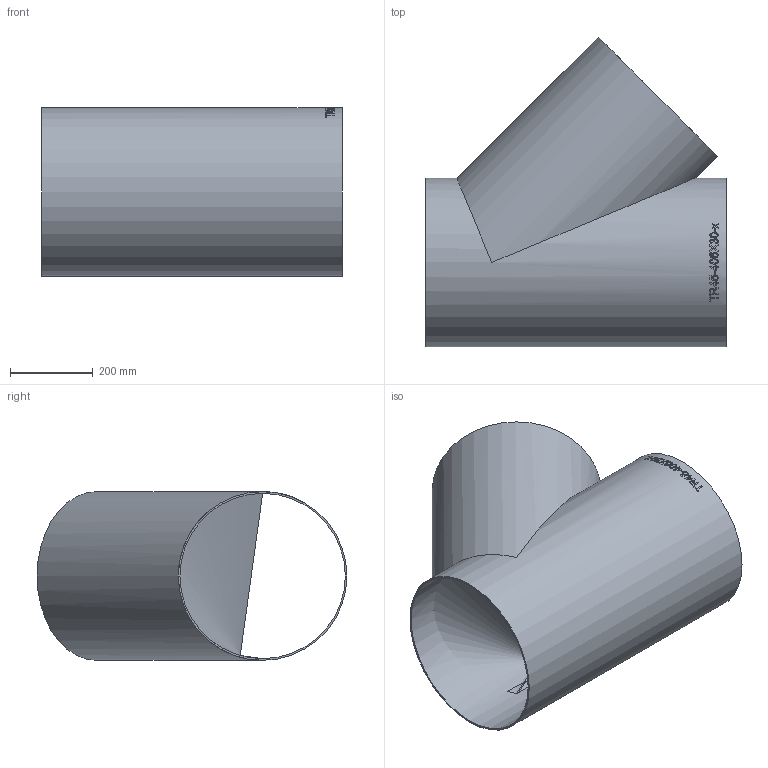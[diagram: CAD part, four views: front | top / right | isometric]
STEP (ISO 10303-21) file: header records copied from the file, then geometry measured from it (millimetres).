
FILE_DESCRIPTION (( 'STEP AP214' ), '1' );
FILE_NAME ('TR45-406X30-x T-Stück 45°geschweisst Ø406,4 L725 1911.STEP', '2019-11-13T08:53:01', ( '' ), ( '' ), 'SwSTEP 2.0', 'SolidWorks 2016', '' );
FILE_SCHEMA (( 'AUTOMOTIVE_DESIGN' ));
Length unit declared in the file: millimetre
Products named in the file (1): TR45-406X30-x T-Stück 45°geschweisst Ø406,4 L725  1911
Bounding box: 725 x 746.8 x 406.4 mm (x, y, z)
Volume: 4691278.8 mm3; surface area: 2362097.7 mm2
Topology: 1 solids, 1 shells, 189 faces, 510 edges, 340 vertices
Faces by surface type: bspline 103, plane 63, cylinder 23
Full cylindrical faces by diameter (mm): 398.4 x2, 406.4 x2
Entity records: 31169 total; most frequent: CARTESIAN_POINT 25376, ORIENTED_EDGE 998, EDGE_CURVE 499, DIRECTION 422, VERTEX_POINT 336, B_SPLINE_CURVE_WITH_KNOTS 325, EDGE_LOOP 217, FACE_OUTER_BOUND 193
